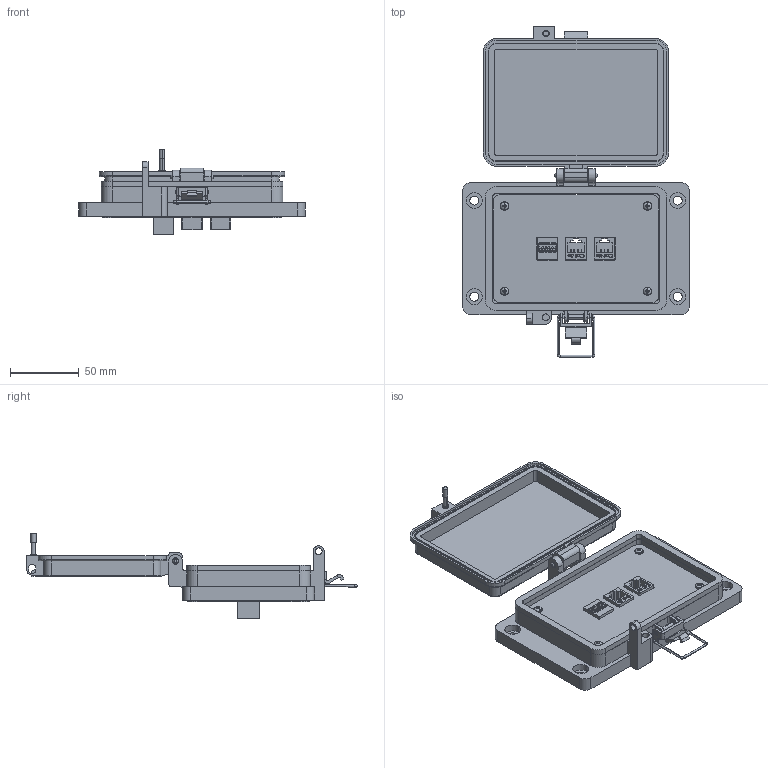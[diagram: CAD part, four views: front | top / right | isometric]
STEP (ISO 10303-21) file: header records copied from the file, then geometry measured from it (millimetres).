
FILE_DESCRIPTION (( 'STEP AP203' ), '1' );
FILE_NAME ('P-P33R2#2-M2RX_3D.STEP', '2021-02-17T14:52:26', ( '' ), ( '' ), 'SwSTEP 2.0', 'SolidWorks 2019', '' );
FILE_SCHEMA (( 'CONFIG_CONTROL_DESIGN' ));
Length unit declared in the file: millimetre
Products named in the file (14): Z-000-4243316TFP; Z-H-M2_B; P-P33R2#2-M2RX_TP060_1; P-P33R2#2-M2RX_3D; Z-300-RJ45CAT5; R2; P33; P-P33R2#2-M2RX_FP060_1; 1AA05-054_Crimped; 92005A124_METRIC PAN HEAD PHILLIPS MACHINE SCREW_92005A124; U3C00029-MA1; -M2; P-P33R2#2-M2RX_BP180_1
Assembly tree (22 placements, depth 3):
  P-P33R2#2-M2RX_3D
    P-P33R2#2-M2RX_BP180_1
    P-P33R2#2-M2RX_TP060_1
    Z-000-4243316TFP  x5
    P-P33R2#2-M2RX_FP060_1
    P33
      U3C00029-MA1
      1AA05-054_Crimped  x2
    R2
      Z-300-RJ45CAT5
    R2
      Z-300-RJ45CAT5
    -M2
      Z-H-M2_B
    92005A124_METRIC PAN HEAD PHILLIPS MACHINE SCREW_92005A124  x4
Bounding box: 164.96 x 240.59 x 62.58 mm (x, y, z)
Volume: 241803.2 mm3; surface area: 167899 mm2
Topology: 28 solids, 28 shells, 3873 faces, 10771 edges, 7103 vertices
Faces by surface type: plane 1866, cylinder 1232, bspline 658, cone 93, torus 16, sphere 8
Entity records: 82227 total; most frequent: CARTESIAN_POINT 31364, ORIENTED_EDGE 11216, DIRECTION 8721, EDGE_CURVE 5608, VERTEX_POINT 3698, LINE 3567, VECTOR 3567, AXIS2_PLACEMENT_3D 2577
